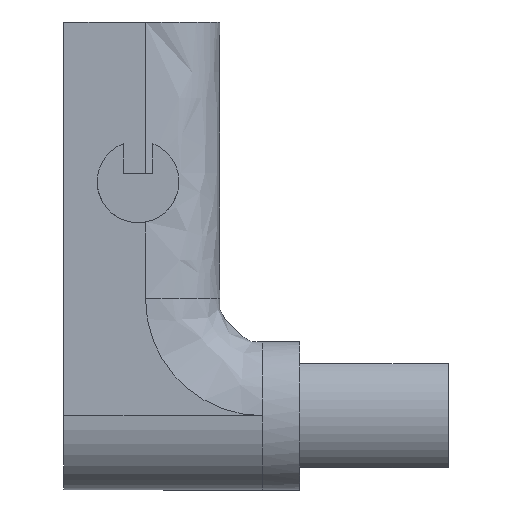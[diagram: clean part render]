
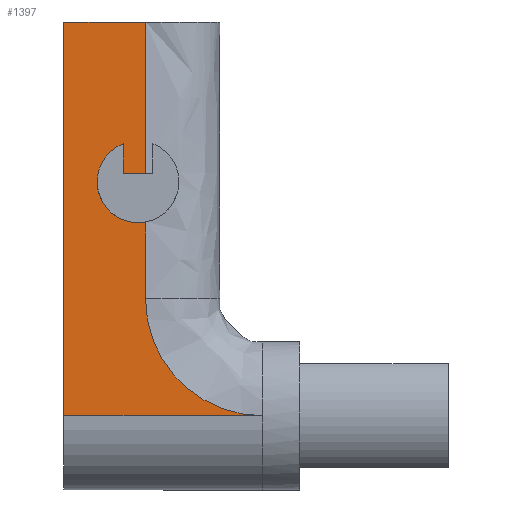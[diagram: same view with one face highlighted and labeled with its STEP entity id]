
A CAD part, left-side view. The second image highlights one B-rep face of the part: STEP entity #1397.
In plain terms, the highlighted planar face has unit normal (-1, 0, 0).
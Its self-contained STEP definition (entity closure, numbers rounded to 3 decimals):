
#29 = DIRECTION ( 'NONE',  ( -1., 0., 0. ) ) ;
#30 = LINE ( 'NONE', #2021, #2470 ) ;
#40 = VECTOR ( 'NONE', #880, 1000. ) ;
#65 = CARTESIAN_POINT ( 'NONE',  ( -16.5, 103.5, 106. ) ) ;
#111 = LINE ( 'NONE', #912, #396 ) ;
#173 = EDGE_CURVE ( 'NONE', #417, #2450, #30, .T. ) ;
#184 = CARTESIAN_POINT ( 'NONE',  ( -16.5, 103.5, 106. ) ) ;
#193 = VECTOR ( 'NONE', #435, 1000. ) ;
#244 = VERTEX_POINT ( 'NONE', #1811 ) ;
#261 = AXIS2_PLACEMENT_3D ( 'NONE', #580, #622, #1625 ) ;
#321 = LINE ( 'NONE', #65, #360 ) ;
#360 = VECTOR ( 'NONE', #2124, 1000. ) ;
#377 = LINE ( 'NONE', #1177, #1502 ) ;
#379 = EDGE_CURVE ( 'NONE', #1875, #2305, #595, .T. ) ;
#396 = VECTOR ( 'NONE', #698, 1000. ) ;
#400 = LINE ( 'NONE', #1273, #925 ) ;
#417 = VERTEX_POINT ( 'NONE', #184 ) ;
#424 = CIRCLE ( 'NONE', #1972, 11. ) ;
#435 = DIRECTION ( 'NONE',  ( 0., 0., 1. ) ) ;
#504 = DIRECTION ( 'NONE',  ( 0., 0., -1. ) ) ;
#531 = ORIENTED_EDGE ( 'NONE', *, *, #1070, .F. ) ;
#536 = DIRECTION ( 'NONE',  ( 0., -1., 0. ) ) ;
#580 = CARTESIAN_POINT ( 'NONE',  ( -16.5, 103.5, 106. ) ) ;
#595 = CIRCLE ( 'NONE', #922, 11. ) ;
#622 = DIRECTION ( 'NONE',  ( -1., 0., 0. ) ) ;
#630 = DIRECTION ( 'NONE',  ( 0., -1., 0. ) ) ;
#642 = CARTESIAN_POINT ( 'NONE',  ( -16.5, 87.5, 65.247 ) ) ;
#644 = EDGE_CURVE ( 'NONE', #2552, #1916, #1663, .T. ) ;
#690 = ORIENTED_EDGE ( 'NONE', *, *, #1104, .T. ) ;
#698 = DIRECTION ( 'NONE',  ( 0., -1., 0. ) ) ;
#758 = DIRECTION ( 'NONE',  ( -1., 0., 0. ) ) ;
#803 = EDGE_CURVE ( 'NONE', #1916, #1703, #1201, .T. ) ;
#853 = ORIENTED_EDGE ( 'NONE', *, *, #644, .T. ) ;
#880 = DIRECTION ( 'NONE',  ( 0., 0., -1. ) ) ;
#912 = CARTESIAN_POINT ( 'NONE',  ( -16.5, 103.5, 0. ) ) ;
#922 = AXIS2_PLACEMENT_3D ( 'NONE', #1143, #758, #536 ) ;
#925 = VECTOR ( 'NONE', #1852, 1000. ) ;
#935 = CARTESIAN_POINT ( 'NONE',  ( -16.5, 81.5, 31.5 ) ) ;
#972 = FACE_OUTER_BOUND ( 'NONE', #1111, .T. ) ;
#1023 = EDGE_CURVE ( 'NONE', #244, #2450, #377, .T. ) ;
#1070 = EDGE_CURVE ( 'NONE', #2305, #1703, #424, .T. ) ;
#1104 = EDGE_CURVE ( 'NONE', #1875, #1245, #2467, .T. ) ;
#1111 = EDGE_LOOP ( 'NONE', ( #1471, #690, #2087, #1768, #2421, #1326, #2127, #853, #2506, #531 ) ) ;
#1143 = CARTESIAN_POINT ( 'NONE',  ( -16.5, 83.5, 63. ) ) ;
#1177 = CARTESIAN_POINT ( 'NONE',  ( -16.5, 81.5, 68.75 ) ) ;
#1201 = LINE ( 'NONE', #1215, #193 ) ;
#1210 = CARTESIAN_POINT ( 'NONE',  ( -16.5, 50., 0. ) ) ;
#1215 = CARTESIAN_POINT ( 'NONE',  ( -16.5, 81.5, 68.75 ) ) ;
#1234 = EDGE_CURVE ( 'NONE', #2052, #2552, #111, .T. ) ;
#1245 = VERTEX_POINT ( 'NONE', #1507 ) ;
#1273 = CARTESIAN_POINT ( 'NONE',  ( -16.5, 87.5, 65.247 ) ) ;
#1326 = ORIENTED_EDGE ( 'NONE', *, *, #1810, .T. ) ;
#1394 = DIRECTION ( 'NONE',  ( 0., -1., 0. ) ) ;
#1397 = ADVANCED_FACE ( 'NONE', ( #972 ), #2214, .T. ) ;
#1451 = AXIS2_PLACEMENT_3D ( 'NONE', #2314, #2301, #504 ) ;
#1471 = ORIENTED_EDGE ( 'NONE', *, *, #379, .F. ) ;
#1498 = CARTESIAN_POINT ( 'NONE',  ( -16.5, 81.5, 106. ) ) ;
#1502 = VECTOR ( 'NONE', #1981, 1000. ) ;
#1507 = CARTESIAN_POINT ( 'NONE',  ( -16.5, 87.5, 65.247 ) ) ;
#1625 = DIRECTION ( 'NONE',  ( 0., -1., 0. ) ) ;
#1663 = CIRCLE ( 'NONE', #1451, 31.5 ) ;
#1690 = CARTESIAN_POINT ( 'NONE',  ( -16.5, 103.5, 0. ) ) ;
#1703 = VERTEX_POINT ( 'NONE', #2212 ) ;
#1768 = ORIENTED_EDGE ( 'NONE', *, *, #1023, .T. ) ;
#1810 = EDGE_CURVE ( 'NONE', #417, #2052, #321, .T. ) ;
#1811 = CARTESIAN_POINT ( 'NONE',  ( -16.5, 81.5, 65.247 ) ) ;
#1852 = DIRECTION ( 'NONE',  ( 0., -1., 0. ) ) ;
#1875 = VERTEX_POINT ( 'NONE', #2558 ) ;
#1916 = VERTEX_POINT ( 'NONE', #935 ) ;
#1972 = AXIS2_PLACEMENT_3D ( 'NONE', #2079, #29, #630 ) ;
#1981 = DIRECTION ( 'NONE',  ( 0., 0., 1. ) ) ;
#2021 = CARTESIAN_POINT ( 'NONE',  ( -16.5, 103.5, 106. ) ) ;
#2033 = CARTESIAN_POINT ( 'NONE',  ( -16.5, 94.5, 63. ) ) ;
#2052 = VERTEX_POINT ( 'NONE', #1690 ) ;
#2076 = EDGE_CURVE ( 'NONE', #1245, #244, #400, .T. ) ;
#2079 = CARTESIAN_POINT ( 'NONE',  ( -16.5, 83.5, 63. ) ) ;
#2087 = ORIENTED_EDGE ( 'NONE', *, *, #2076, .T. ) ;
#2124 = DIRECTION ( 'NONE',  ( 0., 0., -1. ) ) ;
#2127 = ORIENTED_EDGE ( 'NONE', *, *, #1234, .T. ) ;
#2212 = CARTESIAN_POINT ( 'NONE',  ( -16.5, 81.5, 52.183 ) ) ;
#2214 = PLANE ( 'NONE',  #261 ) ;
#2301 = DIRECTION ( 'NONE',  ( 1., 0., 0. ) ) ;
#2305 = VERTEX_POINT ( 'NONE', #2033 ) ;
#2314 = CARTESIAN_POINT ( 'NONE',  ( -16.5, 50., 31.5 ) ) ;
#2421 = ORIENTED_EDGE ( 'NONE', *, *, #173, .F. ) ;
#2450 = VERTEX_POINT ( 'NONE', #1498 ) ;
#2467 = LINE ( 'NONE', #642, #40 ) ;
#2470 = VECTOR ( 'NONE', #1394, 1000. ) ;
#2506 = ORIENTED_EDGE ( 'NONE', *, *, #803, .T. ) ;
#2552 = VERTEX_POINT ( 'NONE', #1210 ) ;
#2558 = CARTESIAN_POINT ( 'NONE',  ( -16.5, 87.5, 73.247 ) ) ;
